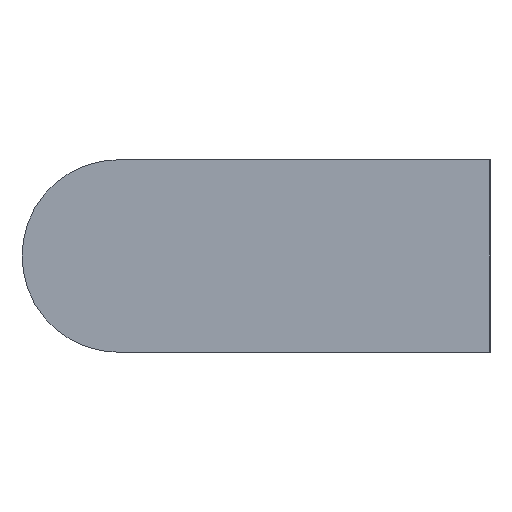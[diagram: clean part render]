
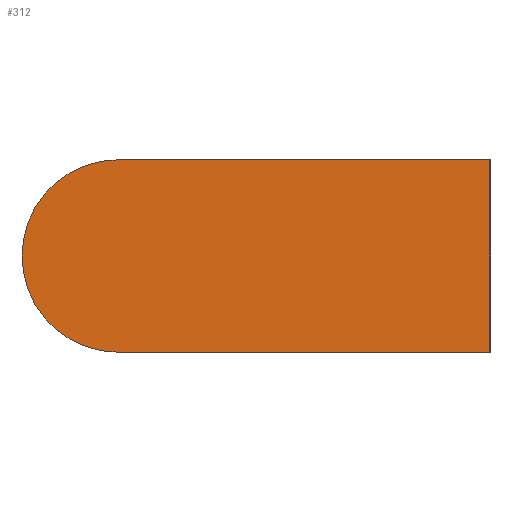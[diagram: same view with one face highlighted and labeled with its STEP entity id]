
A CAD part, left-side view. The second image highlights one B-rep face of the part: STEP entity #312.
In plain terms, the highlighted planar face has unit normal (-1, 0, 0).
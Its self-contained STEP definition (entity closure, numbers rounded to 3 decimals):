
#11 = CARTESIAN_POINT ( 'NONE',  ( -92.5, 0., 7.25 ) ) ;
#29 = DIRECTION ( 'NONE',  ( 0., 0., -1. ) ) ;
#39 = VERTEX_POINT ( 'NONE', #100 ) ;
#70 = VECTOR ( 'NONE', #29, 1000. ) ;
#79 = EDGE_CURVE ( 'NONE', #39, #89, #609, .T. ) ;
#89 = VERTEX_POINT ( 'NONE', #471 ) ;
#100 = CARTESIAN_POINT ( 'NONE',  ( -92.5, 0., 7.25 ) ) ;
#101 = VERTEX_POINT ( 'NONE', #531 ) ;
#159 = DIRECTION ( 'NONE',  ( -1., 0., 0. ) ) ;
#170 = EDGE_CURVE ( 'NONE', #89, #101, #500, .T. ) ;
#191 = VECTOR ( 'NONE', #393, 1000. ) ;
#198 = EDGE_CURVE ( 'NONE', #574, #39, #207, .T. ) ;
#207 = LINE ( 'NONE', #718, #191 ) ;
#218 = ORIENTED_EDGE ( 'NONE', *, *, #198, .F. ) ;
#223 = CARTESIAN_POINT ( 'NONE',  ( -92.5, 28., 0. ) ) ;
#248 = EDGE_CURVE ( 'NONE', #101, #574, #334, .T. ) ;
#312 = ADVANCED_FACE ( 'NONE', ( #663 ), #460, .T. ) ;
#319 = EDGE_LOOP ( 'NONE', ( #478, #380, #404, #218 ) ) ;
#334 = CIRCLE ( 'NONE', #818, 7.25 ) ;
#343 = DIRECTION ( 'NONE',  ( 1., 0., 0. ) ) ;
#371 = AXIS2_PLACEMENT_3D ( 'NONE', #223, #159, #486 ) ;
#380 = ORIENTED_EDGE ( 'NONE', *, *, #170, .F. ) ;
#388 = CARTESIAN_POINT ( 'NONE',  ( -92.5, 28., 0. ) ) ;
#393 = DIRECTION ( 'NONE',  ( 0., -1., 0. ) ) ;
#404 = ORIENTED_EDGE ( 'NONE', *, *, #79, .F. ) ;
#418 = VECTOR ( 'NONE', #753, 1000. ) ;
#460 = PLANE ( 'NONE',  #371 ) ;
#471 = CARTESIAN_POINT ( 'NONE',  ( -92.5, 0., -7.25 ) ) ;
#478 = ORIENTED_EDGE ( 'NONE', *, *, #248, .F. ) ;
#486 = DIRECTION ( 'NONE',  ( 0., 0., -1. ) ) ;
#500 = LINE ( 'NONE', #808, #418 ) ;
#531 = CARTESIAN_POINT ( 'NONE',  ( -92.5, 28., -7.25 ) ) ;
#574 = VERTEX_POINT ( 'NONE', #597 ) ;
#589 = DIRECTION ( 'NONE',  ( 0., 0., -1. ) ) ;
#597 = CARTESIAN_POINT ( 'NONE',  ( -92.5, 28., 7.25 ) ) ;
#609 = LINE ( 'NONE', #11, #70 ) ;
#663 = FACE_OUTER_BOUND ( 'NONE', #319, .T. ) ;
#718 = CARTESIAN_POINT ( 'NONE',  ( -92.5, 28., 7.25 ) ) ;
#753 = DIRECTION ( 'NONE',  ( 0., 1., 0. ) ) ;
#808 = CARTESIAN_POINT ( 'NONE',  ( -92.5, 0., -7.25 ) ) ;
#818 = AXIS2_PLACEMENT_3D ( 'NONE', #388, #343, #589 ) ;
